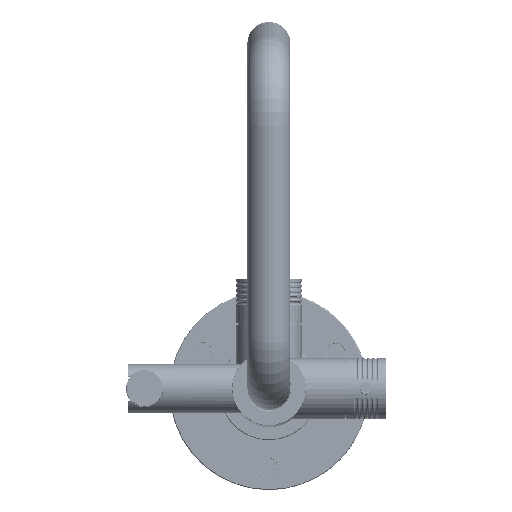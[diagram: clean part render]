
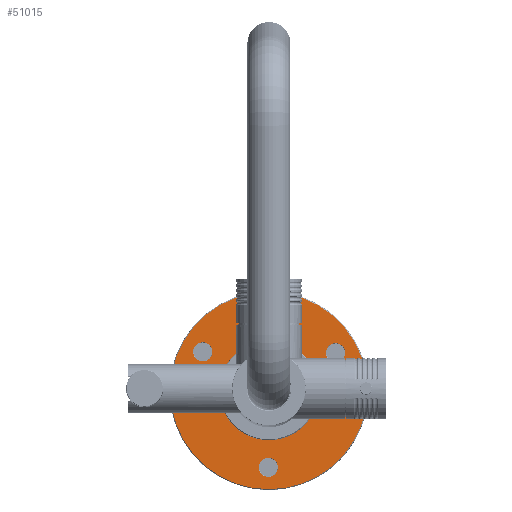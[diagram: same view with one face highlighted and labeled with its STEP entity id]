
A CAD part, top view. The second image highlights one B-rep face of the part: STEP entity #51015.
In plain terms, the highlighted planar face has unit normal (0, 0, 1).
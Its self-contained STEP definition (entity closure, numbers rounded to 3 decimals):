
#9436=PLANE('',#69090);
#12640=ORIENTED_EDGE('',*,*,#26636,.F.);
#12641=ORIENTED_EDGE('',*,*,#26637,.T.);
#12642=ORIENTED_EDGE('',*,*,#26632,.T.);
#12643=ORIENTED_EDGE('',*,*,#26633,.T.);
#12644=ORIENTED_EDGE('',*,*,#26634,.T.);
#26632=EDGE_CURVE('',#33753,#33753,#38687,.F.);
#26633=EDGE_CURVE('',#33754,#33754,#38688,.F.);
#26634=EDGE_CURVE('',#33755,#33755,#38689,.F.);
#26636=EDGE_CURVE('',#33757,#33757,#38691,.T.);
#26637=EDGE_CURVE('',#33758,#33758,#38692,.T.);
#33753=VERTEX_POINT('',#93292);
#33754=VERTEX_POINT('',#93295);
#33755=VERTEX_POINT('',#93298);
#33757=VERTEX_POINT('',#93304);
#33758=VERTEX_POINT('',#93306);
#38687=CIRCLE('',#69083,6.25);
#38688=CIRCLE('',#69085,6.25);
#38689=CIRCLE('',#69087,6.25);
#38691=CIRCLE('',#69091,29.15);
#38692=CIRCLE('',#69092,64.25);
#41625=EDGE_LOOP('',(#12640));
#41626=EDGE_LOOP('',(#12641));
#41627=EDGE_LOOP('',(#12642));
#41628=EDGE_LOOP('',(#12643));
#41629=EDGE_LOOP('',(#12644));
#46324=FACE_BOUND('',#41625,.T.);
#46325=FACE_BOUND('',#41626,.T.);
#46326=FACE_BOUND('',#41627,.T.);
#46327=FACE_BOUND('',#41628,.T.);
#46328=FACE_BOUND('',#41629,.T.);
#51015=ADVANCED_FACE('',(#46324,#46325,#46326,#46327,#46328),#9436,.T.);
#69083=AXIS2_PLACEMENT_3D('',#93291,#76185,#76186);
#69085=AXIS2_PLACEMENT_3D('',#93294,#76189,#76190);
#69087=AXIS2_PLACEMENT_3D('',#93297,#76193,#76194);
#69090=AXIS2_PLACEMENT_3D('',#93302,#76199,#76200);
#69091=AXIS2_PLACEMENT_3D('',#93303,#76201,#76202);
#69092=AXIS2_PLACEMENT_3D('',#93305,#76203,#76204);
#76185=DIRECTION('',(0.,0.,1.));
#76186=DIRECTION('',(0.588,-0.809,0.));
#76189=DIRECTION('',(0.,0.,1.));
#76190=DIRECTION('',(0.809,0.588,0.));
#76193=DIRECTION('',(0.,0.,1.));
#76194=DIRECTION('',(0.809,0.588,0.));
#76199=DIRECTION('',(0.,0.,1.));
#76200=DIRECTION('',(0.112,0.994,0.));
#76201=DIRECTION('',(0.,0.,1.));
#76202=DIRECTION('',(1.,0.,0.));
#76203=DIRECTION('',(0.,0.,1.));
#76204=DIRECTION('',(1.,0.,0.));
#93291=CARTESIAN_POINT('',(-49.999,0.369,-805.8));
#93292=CARTESIAN_POINT('',(-46.325,-4.687,-805.8));
#93294=CARTESIAN_POINT('',(25.319,43.115,-805.8));
#93295=CARTESIAN_POINT('',(30.376,46.789,-805.8));
#93297=CARTESIAN_POINT('',(24.679,-43.485,-805.8));
#93298=CARTESIAN_POINT('',(29.736,-39.811,-805.8));
#93302=CARTESIAN_POINT('',(57.1,-71.587,-805.8));
#93303=CARTESIAN_POINT('',(0.,0.,-805.8));
#93304=CARTESIAN_POINT('',(29.15,0.,-805.8));
#93305=CARTESIAN_POINT('',(0.,0.,-805.8));
#93306=CARTESIAN_POINT('',(64.25,0.,-805.8));
